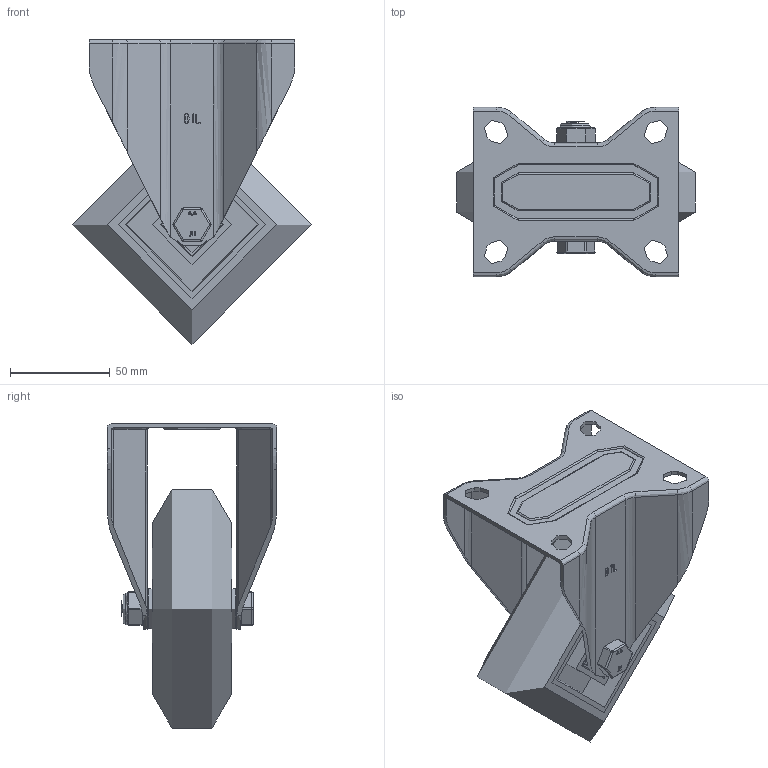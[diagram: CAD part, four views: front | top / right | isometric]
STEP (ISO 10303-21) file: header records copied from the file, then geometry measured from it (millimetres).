
FILE_DESCRIPTION(/* description */ ('','CAx-IF Rec.Pracs.---Representation and Presentation of Product Manufacturing Information (PMI)---4.0---2014-10-13'),/* implementation_level */ '2;1');
FILE_NAME(/* name */ 'BZMMF125SRERGBJ.step',/* time_stamp */ '2024-12-16T11:06:40Z',/* author */ (''),/* organization */ (''),/* preprocessor_version */ 'ST-DEVELOPER v20',/* originating_system */ 'Autodesk Translation Framework v13.20.0.188',/* authorisation */ '');
FILE_SCHEMA (('AP242_MANAGED_MODEL_BASED_3D_ENGINEERING_MIM_LF { 1 0 10303 442 1 1 4 }'));
Length unit declared in the file: millimetre
Products named in the file (28): BZMMF125SRERGBJ; BZMMF125AS v1; BZMMF125AS; ZINC PLATED, PRESSED STEEL BRACKET; BZH125WSRERGBJM15 v1; 55 SHORE A ELASTIC RUBBER TYRE; ALUMINIUM RIM; ALUMINIUM RIM Geometry; BEARING SPACER; BEARING6002; Pattern; BEARING6002 (1); Pattern (1); Component1; METAL; METAL2; MIDDLE; RUBBER; TH15X2X10 v1; ZINC PLATED HEADED SPACER; TH15X2X10 v1 (1); ZINC PLATED HEADED SPACER (1); HEXBOLTM10X60Z8.8 v2; GRADE 8.8 ZINC PLATED BOLT; NYLOCM10Z v1; NYLOC NUT; RUBBER (1); NUT
Assembly tree (50 placements, depth 5):
  BZMMF125SRERGBJ
    BZMMF125AS v1
      BZMMF125AS
      ZINC PLATED, PRESSED STEEL BRACKET
    BZH125WSRERGBJM15 v1
      55 SHORE A ELASTIC RUBBER TYRE
      ALUMINIUM RIM
        ALUMINIUM RIM Geometry
        BEARING SPACER
      BEARING6002
        METAL
        METAL2
        Pattern
          Component1  x9
        MIDDLE
        RUBBER  x2
      BEARING6002 (1)
        Pattern (1)
          Component1  x9
        METAL
        METAL2
        MIDDLE
        RUBBER  x2
    TH15X2X10 v1
      ZINC PLATED HEADED SPACER
    TH15X2X10 v1 (1)
      ZINC PLATED HEADED SPACER (1)
    HEXBOLTM10X60Z8.8 v2
      GRADE 8.8 ZINC PLATED BOLT
    NYLOCM10Z v1
      NYLOC NUT
        RUBBER (1)
        NUT
Bounding box: 119.64 x 85 x 152.32 mm (x, y, z)
Volume: 397416.1 mm3; surface area: 133943.8 mm2
Topology: 37 solids, 37 shells, 1139 faces, 2880 edges, 1873 vertices
Faces by surface type: bspline 406, plane 388, cylinder 223, sphere 72, torus 28, cone 22
Full cylindrical faces by diameter (mm): 8.141 x19, 9.85 x20, 10 x3, 10.2 x2, 10.5 x2, 12 x2, 14.75 x2, 15 x3, 15.5 x1, 16 x1, 19 x3, 20 x6, 20.5 x4, 21.5 x4, 26 x1, 26.8 x4, 28 x2, 28.2 x8, 32 x4, 40 x2, 74 x2
Entity records: 26942 total; most frequent: CARTESIAN_POINT 11941, ORIENTED_EDGE 3082, DIRECTION 2710, EDGE_CURVE 1541, AXIS2_PLACEMENT_3D 1028, VERTEX_POINT 995, EDGE_LOOP 731, LINE 654
